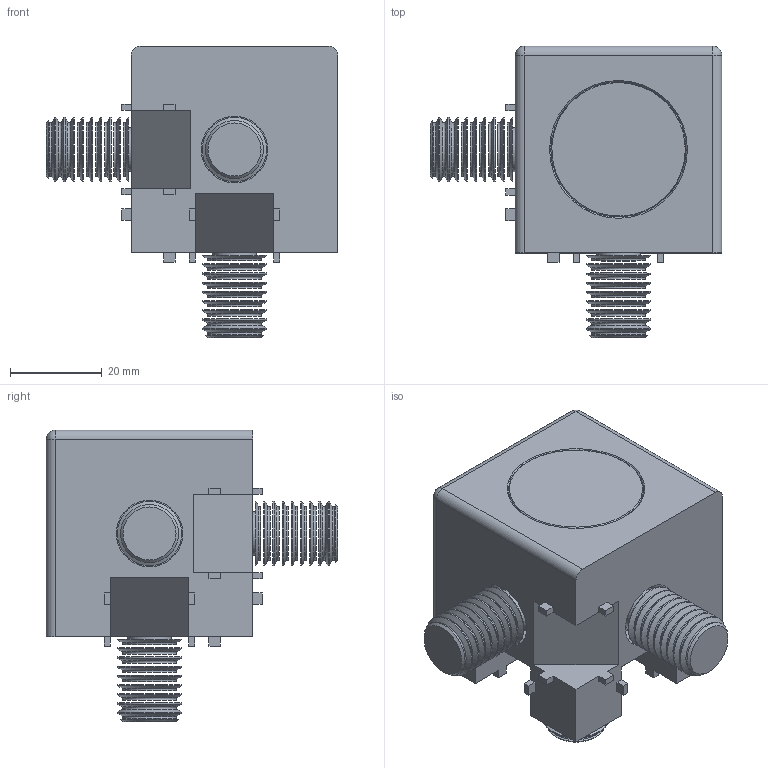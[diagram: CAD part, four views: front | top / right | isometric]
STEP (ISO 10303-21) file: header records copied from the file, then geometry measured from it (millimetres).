
FILE_DESCRIPTION(/* description */ ('STEP AP203'),/* implementation_level */ '2;1');
FILE_NAME(/* name */ 'PCC45-03ST.stp',/* time_stamp */ '2022-07-12T11:35:49+02:00',/* author */ ('USER'),/* organization */ ('Microsoft'),/* preprocessor_version */ 'ST-DEVELOPER v18.1',/* originating_system */ 'Autodesk Inventor 2021',/* authorisation */ '');
FILE_SCHEMA (('AUTOMOTIVE_DESIGN { 1 0 10303 214 3 1 1 }'));
Length unit declared in the file: millimetre
Products named in the file (1): PCC45-03ST
Bounding box: 63.5 x 63.5 x 63.5 mm (x, y, z)
Surface area: 17559.7 mm2 (no closed solid volume)
Topology: 0 solids, 30 shells, 182 faces, 483 edges, 310 vertices
Faces by surface type: plane 72, cone 40, cylinder 38, torus 30, sphere 2
Full cylindrical faces by diameter (mm): 9.6 x3, 14 x27, 14.5 x3
Entity records: 7286 total; most frequent: CARTESIAN_POINT 2561, DIRECTION 1047, ORIENTED_EDGE 904, EDGE_CURVE 481, AXIS2_PLACEMENT_3D 393, VERTEX_POINT 310, LINE 261, VECTOR 261
